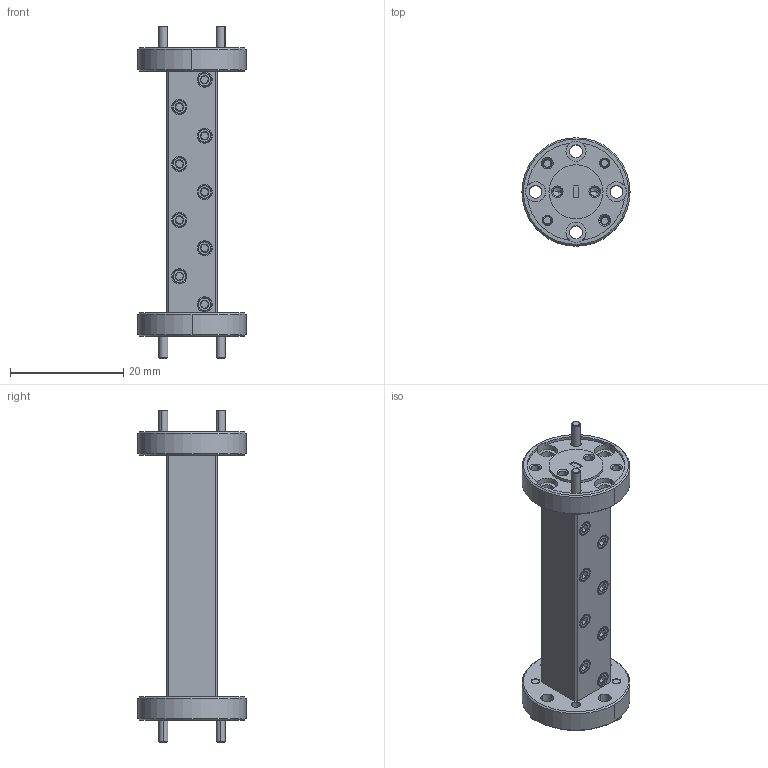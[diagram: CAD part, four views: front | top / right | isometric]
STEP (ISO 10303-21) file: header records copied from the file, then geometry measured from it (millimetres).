
FILE_DESCRIPTION (( 'STEP AP203' ), '1' );
FILE_NAME ('STQ-WG-08020-F1.STEP', '2023-08-28T19:02:34', ( '' ), ( '' ), 'SwSTEP 2.0', 'SolidWorks 2021', '' );
FILE_SCHEMA (( 'CONFIG_CONTROL_DESIGN' ));
Length unit declared in the file: inch
Products named in the file (1): STQ-WG-08020-F1
Bounding box: 19.05 x 19.05 x 58.55 mm (x, y, z)
Volume: 5268.9 mm3; surface area: 4234.9 mm2
Topology: 23 solids, 23 shells, 682 faces, 1378 edges, 800 vertices
Faces by surface type: cone 254, plane 240, cylinder 188
Entity records: 18061 total; most frequent: CARTESIAN_POINT 3555, DIRECTION 3248, ORIENTED_EDGE 2740, EDGE_CURVE 1370, AXIS2_PLACEMENT_3D 1321, VERTEX_POINT 800, EDGE_LOOP 780, FACE_OUTER_BOUND 682
